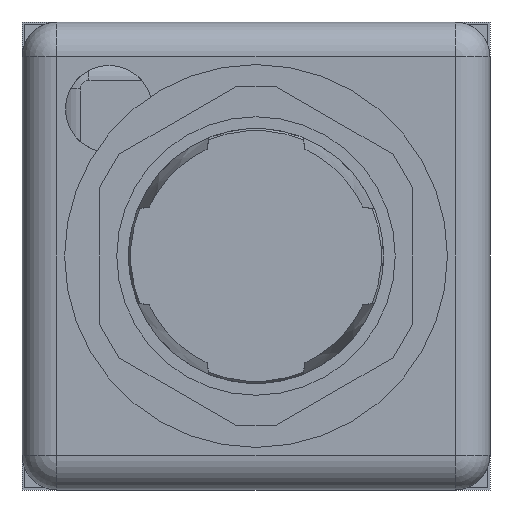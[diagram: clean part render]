
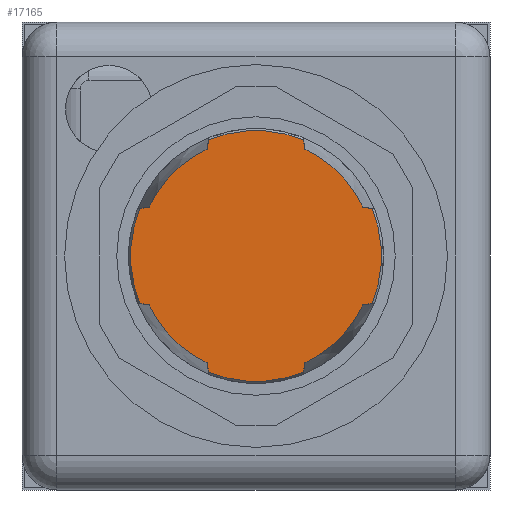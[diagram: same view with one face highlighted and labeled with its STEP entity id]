
A CAD part, front view. The second image highlights one B-rep face of the part: STEP entity #17165.
In plain terms, the highlighted planar face has unit normal (0, -1, 0).
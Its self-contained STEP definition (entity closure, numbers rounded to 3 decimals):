
#405=CIRCLE('',#18275,7.21);
#406=CIRCLE('',#18276,6.75);
#407=CIRCLE('',#18277,7.21);
#408=CIRCLE('',#18278,6.75);
#409=CIRCLE('',#18279,7.21);
#410=CIRCLE('',#18280,6.75);
#411=CIRCLE('',#18281,7.21);
#412=CIRCLE('',#18282,6.75);
#770=FACE_OUTER_BOUND('',#1719,.T.);
#1719=EDGE_LOOP('',(#12181,#12182,#12183,#12184,#12185,#12186,#12187,#12188,
#12189,#12190,#12191,#12192,#12193,#12194,#12195,#12196));
#2941=LINE('',#26170,#5086);
#2942=LINE('',#26174,#5087);
#2943=LINE('',#26178,#5088);
#2944=LINE('',#26182,#5089);
#2945=LINE('',#26186,#5090);
#2946=LINE('',#26190,#5091);
#2947=LINE('',#26194,#5092);
#2948=LINE('',#26198,#5093);
#5086=VECTOR('',#20188,10.);
#5087=VECTOR('',#20191,10.);
#5088=VECTOR('',#20194,10.);
#5089=VECTOR('',#20197,10.);
#5090=VECTOR('',#20200,10.);
#5091=VECTOR('',#20203,10.);
#5092=VECTOR('',#20206,10.);
#5093=VECTOR('',#20209,10.);
#7283=VERTEX_POINT('',#26168);
#7284=VERTEX_POINT('',#26169);
#7285=VERTEX_POINT('',#26171);
#7286=VERTEX_POINT('',#26173);
#7287=VERTEX_POINT('',#26175);
#7288=VERTEX_POINT('',#26177);
#7289=VERTEX_POINT('',#26179);
#7290=VERTEX_POINT('',#26181);
#7291=VERTEX_POINT('',#26183);
#7292=VERTEX_POINT('',#26185);
#7293=VERTEX_POINT('',#26187);
#7294=VERTEX_POINT('',#26189);
#7295=VERTEX_POINT('',#26191);
#7296=VERTEX_POINT('',#26193);
#7297=VERTEX_POINT('',#26195);
#7298=VERTEX_POINT('',#26197);
#9155=EDGE_CURVE('',#7283,#7284,#2941,.T.);
#9156=EDGE_CURVE('',#7285,#7284,#405,.T.);
#9157=EDGE_CURVE('',#7285,#7286,#2942,.T.);
#9158=EDGE_CURVE('',#7286,#7287,#406,.T.);
#9159=EDGE_CURVE('',#7287,#7288,#2943,.T.);
#9160=EDGE_CURVE('',#7289,#7288,#407,.T.);
#9161=EDGE_CURVE('',#7289,#7290,#2944,.T.);
#9162=EDGE_CURVE('',#7290,#7291,#408,.T.);
#9163=EDGE_CURVE('',#7291,#7292,#2945,.T.);
#9164=EDGE_CURVE('',#7293,#7292,#409,.T.);
#9165=EDGE_CURVE('',#7293,#7294,#2946,.T.);
#9166=EDGE_CURVE('',#7294,#7295,#410,.T.);
#9167=EDGE_CURVE('',#7295,#7296,#2947,.T.);
#9168=EDGE_CURVE('',#7297,#7296,#411,.T.);
#9169=EDGE_CURVE('',#7297,#7298,#2948,.T.);
#9170=EDGE_CURVE('',#7298,#7283,#412,.T.);
#12181=ORIENTED_EDGE('',*,*,#9155,.T.);
#12182=ORIENTED_EDGE('',*,*,#9156,.F.);
#12183=ORIENTED_EDGE('',*,*,#9157,.T.);
#12184=ORIENTED_EDGE('',*,*,#9158,.T.);
#12185=ORIENTED_EDGE('',*,*,#9159,.T.);
#12186=ORIENTED_EDGE('',*,*,#9160,.F.);
#12187=ORIENTED_EDGE('',*,*,#9161,.T.);
#12188=ORIENTED_EDGE('',*,*,#9162,.T.);
#12189=ORIENTED_EDGE('',*,*,#9163,.T.);
#12190=ORIENTED_EDGE('',*,*,#9164,.F.);
#12191=ORIENTED_EDGE('',*,*,#9165,.T.);
#12192=ORIENTED_EDGE('',*,*,#9166,.T.);
#12193=ORIENTED_EDGE('',*,*,#9167,.T.);
#12194=ORIENTED_EDGE('',*,*,#9168,.F.);
#12195=ORIENTED_EDGE('',*,*,#9169,.T.);
#12196=ORIENTED_EDGE('',*,*,#9170,.T.);
#16317=PLANE('',#18274);
#17165=ADVANCED_FACE('',(#770),#16317,.T.);
#18274=AXIS2_PLACEMENT_3D('',#26167,#20186,#20187);
#18275=AXIS2_PLACEMENT_3D('',#26172,#20189,#20190);
#18276=AXIS2_PLACEMENT_3D('',#26176,#20192,#20193);
#18277=AXIS2_PLACEMENT_3D('',#26180,#20195,#20196);
#18278=AXIS2_PLACEMENT_3D('',#26184,#20198,#20199);
#18279=AXIS2_PLACEMENT_3D('',#26188,#20201,#20202);
#18280=AXIS2_PLACEMENT_3D('',#26192,#20204,#20205);
#18281=AXIS2_PLACEMENT_3D('',#26196,#20207,#20208);
#18282=AXIS2_PLACEMENT_3D('',#26199,#20210,#20211);
#20186=DIRECTION('center_axis',(0.,-1.,0.));
#20187=DIRECTION('ref_axis',(0.,0.,
-1.));
#20188=DIRECTION('',(0.158,0.,-0.987));
#20189=DIRECTION('center_axis',(0.,1.,0.));
#20190=DIRECTION('ref_axis',(1.,0.,0.));
#20191=DIRECTION('',(0.158,0.,0.987));
#20192=DIRECTION('center_axis',(0.,-1.,0.));
#20193=DIRECTION('ref_axis',(-0.417,0.,0.909));
#20194=DIRECTION('',(0.987,0.,0.158));
#20195=DIRECTION('center_axis',(0.,1.,0.));
#20196=DIRECTION('ref_axis',(1.,0.,0.));
#20197=DIRECTION('',(-0.987,0.,0.158));
#20198=DIRECTION('center_axis',(0.,-1.,0.));
#20199=DIRECTION('ref_axis',(-0.909,0.,-0.417));
#20200=DIRECTION('',(-0.158,0.,0.987));
#20201=DIRECTION('center_axis',(0.,1.,0.));
#20202=DIRECTION('ref_axis',(1.,0.,0.));
#20203=DIRECTION('',(-0.158,0.,-0.987));
#20204=DIRECTION('center_axis',(0.,-1.,0.));
#20205=DIRECTION('ref_axis',(0.417,0.,-0.909));
#20206=DIRECTION('',(-0.987,0.,-0.158));
#20207=DIRECTION('center_axis',(0.,1.,0.));
#20208=DIRECTION('ref_axis',(1.,0.,0.));
#20209=DIRECTION('',(0.987,0.,-0.158));
#20210=DIRECTION('center_axis',(0.,-1.,0.));
#20211=DIRECTION('ref_axis',(0.909,0.,0.417));
#26167=CARTESIAN_POINT('Origin',(-6.938,-22.5,0.));
#26168=CARTESIAN_POINT('',(-2.813,-22.5,-6.136));
#26169=CARTESIAN_POINT('',(-2.727,-22.5,-6.674));
#26170=CARTESIAN_POINT('',(-3.291,-22.5,-3.158));
#26171=CARTESIAN_POINT('',(2.727,-22.5,-6.674));
#26172=CARTESIAN_POINT('Origin',(0.,-22.5,0.));
#26173=CARTESIAN_POINT('',(2.813,-22.5,-6.136));
#26174=CARTESIAN_POINT('',(3.171,-22.5,-3.907));
#26175=CARTESIAN_POINT('',(6.136,-22.5,-2.813));
#26176=CARTESIAN_POINT('Origin',(0.,-22.5,0.));
#26177=CARTESIAN_POINT('',(6.674,-22.5,-2.727));
#26178=CARTESIAN_POINT('',(0.319,-22.5,-3.747));
#26179=CARTESIAN_POINT('',(6.674,-22.5,2.727));
#26180=CARTESIAN_POINT('Origin',(0.,-22.5,0.));
#26181=CARTESIAN_POINT('',(6.136,-22.5,2.813));
#26182=CARTESIAN_POINT('',(-0.017,-22.5,3.8));
#26183=CARTESIAN_POINT('',(2.813,-22.5,6.136));
#26184=CARTESIAN_POINT('Origin',(0.,-22.5,0.));
#26185=CARTESIAN_POINT('',(2.727,-22.5,6.674));
#26186=CARTESIAN_POINT('',(3.117,-22.5,4.243));
#26187=CARTESIAN_POINT('',(-2.727,-22.5,6.674));
#26188=CARTESIAN_POINT('Origin',(0.,-22.5,0.));
#26189=CARTESIAN_POINT('',(-2.813,-22.5,6.136));
#26190=CARTESIAN_POINT('',(-3.345,-22.5,2.822));
#26191=CARTESIAN_POINT('',(-6.136,-22.5,2.813));
#26192=CARTESIAN_POINT('Origin',(0.,-22.5,0.));
#26193=CARTESIAN_POINT('',(-6.674,-22.5,2.727));
#26194=CARTESIAN_POINT('',(-7.082,-22.5,2.662));
#26195=CARTESIAN_POINT('',(-6.674,-22.5,-2.727));
#26196=CARTESIAN_POINT('Origin',(0.,-22.5,0.));
#26197=CARTESIAN_POINT('',(-6.136,-22.5,-2.813));
#26198=CARTESIAN_POINT('',(-6.747,-22.5,-2.715));
#26199=CARTESIAN_POINT('Origin',(0.,-22.5,0.));
